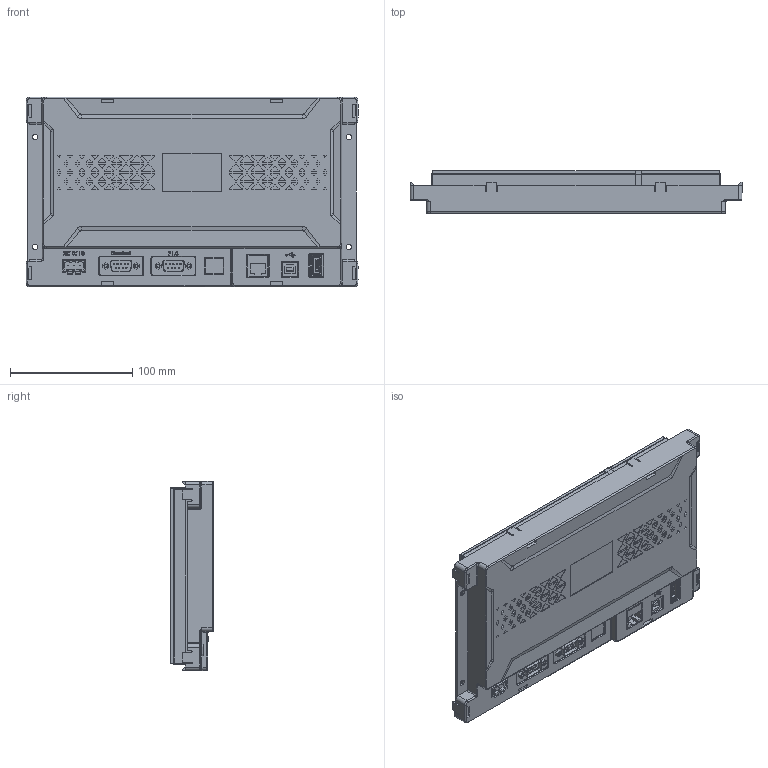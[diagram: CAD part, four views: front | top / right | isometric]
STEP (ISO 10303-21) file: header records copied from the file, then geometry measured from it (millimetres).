
FILE_DESCRIPTION(('CATIA V5 STEP Exchange'),'2;1');
FILE_NAME('TGMA63B-ET-官网图-240313.stp','2024-03-12T09:41:49+00:00',('none'),('none'),'CATIA Version 5 Release 20 GA (IN-10)','CATIA V5 STEP AP203','none');
FILE_SCHEMA(('CONFIG_CONTROL_DESIGN'));
Products named in the file (1): TGMA63B-MT-总装-211023_stp
Bounding box: 272 x 34.9 x 155.2 mm (x, y, z)
Volume: 1125081.2 mm3; surface area: 198204.1 mm2
Topology: 1 solids, 58 shells, 3138 faces, 8789 edges, 5878 vertices
Faces by surface type: plane 1651, cylinder 1225, extrusion 93, torus 64, cone 48, bspline 31, sphere 26
Entity records: 111282 total; most frequent: CARTESIAN_POINT 35100, ORIENTED_EDGE 17502, DIRECTION 12595, EDGE_CURVE 8751, VERTEX_POINT 5878, VECTOR 5457, LINE 5364, AXIS2_PLACEMENT_3D 4125
